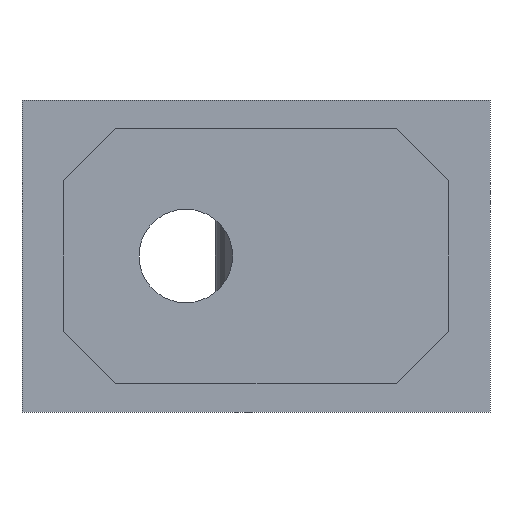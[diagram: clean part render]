
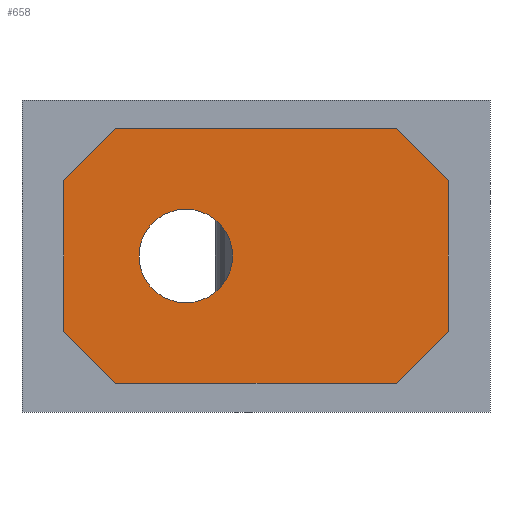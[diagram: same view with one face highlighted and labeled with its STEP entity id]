
A CAD part, left-side view. The second image highlights one B-rep face of the part: STEP entity #658.
In plain terms, the highlighted planar face has unit normal (-1, 0, 0).
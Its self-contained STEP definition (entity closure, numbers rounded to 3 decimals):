
#41=FACE_BOUND('',#150,.T.);
#48=CIRCLE('',#683,4.5);
#98=FACE_OUTER_BOUND('',#149,.T.);
#149=EDGE_LOOP('',(#582,#583,#584,#585,#586,#587,#588,#589));
#150=EDGE_LOOP('',(#590));
#159=LINE('',#913,#223);
#165=LINE('',#924,#229);
#166=LINE('',#929,#230);
#171=LINE('',#938,#235);
#172=LINE('',#941,#236);
#177=LINE('',#950,#241);
#178=LINE('',#955,#242);
#181=LINE('',#960,#245);
#223=VECTOR('',#733,10.);
#229=VECTOR('',#741,10.);
#230=VECTOR('',#746,10.);
#235=VECTOR('',#753,10.);
#236=VECTOR('',#756,10.);
#241=VECTOR('',#763,10.);
#242=VECTOR('',#768,10.);
#245=VECTOR('',#773,10.);
#287=VERTEX_POINT('',#911);
#288=VERTEX_POINT('',#912);
#292=VERTEX_POINT('',#922);
#294=VERTEX_POINT('',#928);
#297=VERTEX_POINT('',#936);
#298=VERTEX_POINT('',#940);
#301=VERTEX_POINT('',#948);
#303=VERTEX_POINT('',#954);
#305=VERTEX_POINT('',#963);
#347=EDGE_CURVE('',#287,#288,#159,.T.);
#353=EDGE_CURVE('',#287,#292,#165,.T.);
#355=EDGE_CURVE('',#294,#292,#166,.T.);
#360=EDGE_CURVE('',#294,#297,#171,.T.);
#361=EDGE_CURVE('',#298,#297,#172,.T.);
#366=EDGE_CURVE('',#298,#301,#177,.T.);
#368=EDGE_CURVE('',#303,#301,#178,.T.);
#371=EDGE_CURVE('',#303,#288,#181,.T.);
#373=EDGE_CURVE('',#305,#305,#48,.T.);
#582=ORIENTED_EDGE('',*,*,#347,.F.);
#583=ORIENTED_EDGE('',*,*,#353,.T.);
#584=ORIENTED_EDGE('',*,*,#355,.F.);
#585=ORIENTED_EDGE('',*,*,#360,.T.);
#586=ORIENTED_EDGE('',*,*,#361,.F.);
#587=ORIENTED_EDGE('',*,*,#366,.T.);
#588=ORIENTED_EDGE('',*,*,#368,.F.);
#589=ORIENTED_EDGE('',*,*,#371,.T.);
#590=ORIENTED_EDGE('',*,*,#373,.T.);
#623=PLANE('',#720);
#658=ADVANCED_FACE('',(#98,#41),#623,.T.);
#683=AXIS2_PLACEMENT_3D('',#964,#777,#778);
#720=AXIS2_PLACEMENT_3D('',#1078,#891,#892);
#733=DIRECTION('',(0.,0.707,0.707));
#741=DIRECTION('',(0.,-1.,0.));
#746=DIRECTION('',(0.,0.707,-0.707));
#753=DIRECTION('',(0.,0.,1.));
#756=DIRECTION('',(0.,-0.707,-0.707));
#763=DIRECTION('',(0.,1.,0.));
#768=DIRECTION('',(0.,-0.707,0.707));
#773=DIRECTION('',(0.,0.,-1.));
#777=DIRECTION('center_axis',(1.,0.,0.));
#778=DIRECTION('ref_axis',(0.,0.,-1.));
#891=DIRECTION('center_axis',(-1.,0.,0.));
#892=DIRECTION('ref_axis',(0.,-1.,0.));
#911=CARTESIAN_POINT('',(-32.5,13.5,-12.25));
#912=CARTESIAN_POINT('',(-32.5,18.5,-7.25));
#913=CARTESIAN_POINT('',(-32.5,20.063,-5.688));
#922=CARTESIAN_POINT('',(-32.5,-13.5,-12.25));
#924=CARTESIAN_POINT('',(-32.5,2.,-12.25));
#928=CARTESIAN_POINT('',(-32.5,-18.5,-7.25));
#929=CARTESIAN_POINT('',(-32.5,-8.813,-16.938));
#936=CARTESIAN_POINT('',(-32.5,-18.5,7.25));
#938=CARTESIAN_POINT('',(-32.5,-18.5,6.125));
#940=CARTESIAN_POINT('',(-32.5,-13.5,12.25));
#941=CARTESIAN_POINT('',(-32.5,-8.813,16.938));
#948=CARTESIAN_POINT('',(-32.5,13.5,12.25));
#950=CARTESIAN_POINT('',(-32.5,20.5,12.25));
#954=CARTESIAN_POINT('',(-32.5,18.5,7.25));
#955=CARTESIAN_POINT('',(-32.5,20.063,5.688));
#960=CARTESIAN_POINT('',(-32.5,18.5,-6.125));
#963=CARTESIAN_POINT('',(-32.5,6.75,4.5));
#964=CARTESIAN_POINT('Origin',(-32.5,6.75,0.));
#1078=CARTESIAN_POINT('Origin',(-32.5,22.5,0.));
